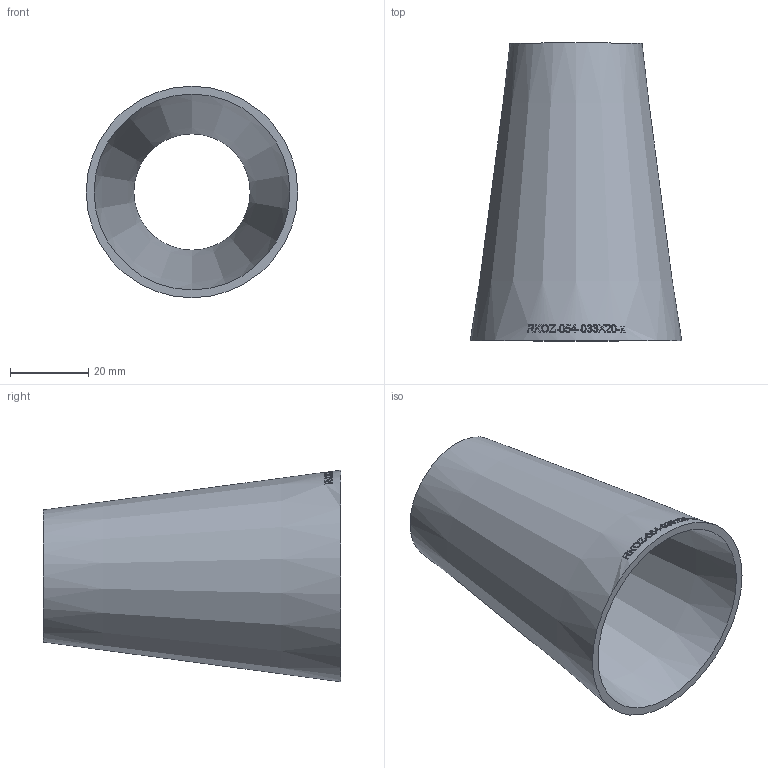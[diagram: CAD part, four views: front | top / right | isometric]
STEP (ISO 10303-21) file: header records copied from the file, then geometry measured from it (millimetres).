
FILE_DESCRIPTION (( 'STEP AP214' ), '1' );
FILE_NAME ('RKOZ-054-033X20-x Reduzierung aus Blech ISO-sonstige 2007.STEP', '2020-07-20T13:15:43', ( '' ), ( '' ), 'SwSTEP 2.0', 'SolidWorks 2019', '' );
FILE_SCHEMA (( 'AUTOMOTIVE_DESIGN' ));
Length unit declared in the file: millimetre
Products named in the file (1): RKOZ-054-033X20-x Reduzierung aus Blech ISO-sonstige 2007
Bounding box: 54 x 76 x 54 mm (x, y, z)
Volume: 20157.5 mm3; surface area: 20689.1 mm2
Topology: 1 solids, 1 shells, 228 faces, 609 edges, 406 vertices
Faces by surface type: bspline 201, cone 25, plane 2
Entity records: 22070 total; most frequent: CARTESIAN_POINT 15738, ORIENTED_EDGE 1214, EDGE_CURVE 607, B_SPLINE_CURVE_WITH_KNOTS 603, VERTEX_POINT 406, EDGE_LOOP 255, ADVANCED_FACE 228, FACE_OUTER_BOUND 228
